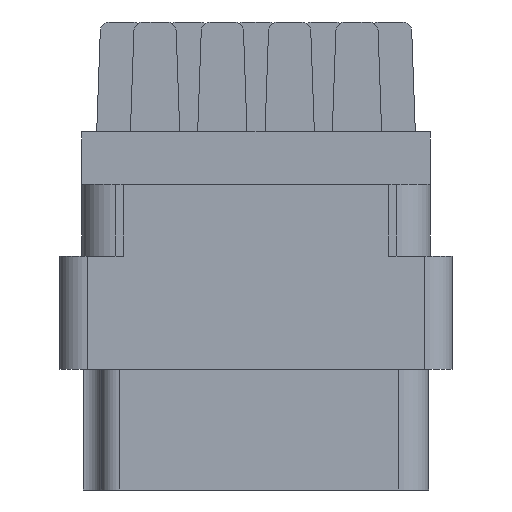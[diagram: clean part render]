
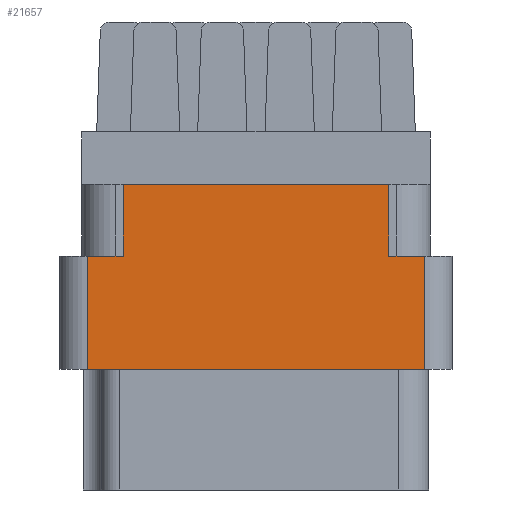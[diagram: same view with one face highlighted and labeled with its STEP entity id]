
A CAD part, left-side view. The second image highlights one B-rep face of the part: STEP entity #21657.
In plain terms, the highlighted planar face has unit normal (-1, 0, 0).
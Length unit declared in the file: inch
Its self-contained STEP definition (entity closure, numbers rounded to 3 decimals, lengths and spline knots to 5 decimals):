
#563 = VERTEX_POINT ( 'NONE', #25241 ) ;
#1625 = EDGE_CURVE ( 'NONE', #16413, #7904, #31436, .T. ) ;
#1988 = FACE_OUTER_BOUND ( 'NONE', #25312, .T. ) ;
#2507 = DIRECTION ( 'NONE',  ( 0., 0., -1. ) ) ;
#2768 = LINE ( 'NONE', #10004, #4902 ) ;
#3339 = VECTOR ( 'NONE', #23840, 39.37008 ) ;
#3412 = LINE ( 'NONE', #14155, #14098 ) ;
#3936 = DIRECTION ( 'NONE',  ( 0., 0., 1. ) ) ;
#4014 = CARTESIAN_POINT ( 'NONE',  ( -1., 0.376, -0.277 ) ) ;
#4463 = DIRECTION ( 'NONE',  ( -1., 0., 0. ) ) ;
#4882 = VECTOR ( 'NONE', #9606, 39.37008 ) ;
#4902 = VECTOR ( 'NONE', #26195, 39.37008 ) ;
#6976 = LINE ( 'NONE', #20540, #25112 ) ;
#7904 = VERTEX_POINT ( 'NONE', #33331 ) ;
#8144 = CARTESIAN_POINT ( 'NONE',  ( -1., 0.376, -0.798 ) ) ;
#8872 = DIRECTION ( 'NONE',  ( 0., 1., 0. ) ) ;
#9246 = EDGE_CURVE ( 'NONE', #31847, #31678, #3412, .T. ) ;
#9606 = DIRECTION ( 'NONE',  ( 0., -1., 0. ) ) ;
#10004 = CARTESIAN_POINT ( 'NONE',  ( -1., -0.376, -0.798 ) ) ;
#10125 = CARTESIAN_POINT ( 'NONE',  ( -1., 0., -0.277 ) ) ;
#10418 = VERTEX_POINT ( 'NONE', #4014 ) ;
#11737 = ORIENTED_EDGE ( 'NONE', *, *, #26021, .T. ) ;
#12749 = CARTESIAN_POINT ( 'NONE',  ( -1., -0.438, -0.798 ) ) ;
#13087 = EDGE_CURVE ( 'NONE', #31847, #7904, #2768, .T. ) ;
#14098 = VECTOR ( 'NONE', #8872, 39.37008 ) ;
#14155 = CARTESIAN_POINT ( 'NONE',  ( -1., 0., -0.529 ) ) ;
#14206 = ORIENTED_EDGE ( 'NONE', *, *, #1625, .F. ) ;
#14568 = DIRECTION ( 'NONE',  ( 0., 0., 1. ) ) ;
#15049 = CARTESIAN_POINT ( 'NONE',  ( -1., 0.296, -0.117 ) ) ;
#15182 = CARTESIAN_POINT ( 'NONE',  ( -1., 0.296, -0.277 ) ) ;
#15247 = CARTESIAN_POINT ( 'NONE',  ( -1., 0.438, -0.117 ) ) ;
#15447 = CARTESIAN_POINT ( 'NONE',  ( -1., -0.296, -0.117 ) ) ;
#15950 = ORIENTED_EDGE ( 'NONE', *, *, #28524, .F. ) ;
#16413 = VERTEX_POINT ( 'NONE', #22247 ) ;
#16462 = ORIENTED_EDGE ( 'NONE', *, *, #21166, .T. ) ;
#18187 = PLANE ( 'NONE',  #25711 ) ;
#20108 = ORIENTED_EDGE ( 'NONE', *, *, #9246, .F. ) ;
#20122 = LINE ( 'NONE', #15182, #28356 ) ;
#20540 = CARTESIAN_POINT ( 'NONE',  ( -1., -0.296, -0.277 ) ) ;
#21166 = EDGE_CURVE ( 'NONE', #16413, #32380, #6976, .T. ) ;
#21514 = LINE ( 'NONE', #8144, #31950 ) ;
#21657 = ADVANCED_FACE ( 'NONE', ( #1988 ), #18187, .T. ) ;
#22125 = VECTOR ( 'NONE', #31460, 39.37008 ) ;
#22247 = CARTESIAN_POINT ( 'NONE',  ( -1., -0.296, -0.277 ) ) ;
#23342 = LINE ( 'NONE', #15247, #22125 ) ;
#23840 = DIRECTION ( 'NONE',  ( 0., -1., 0. ) ) ;
#25112 = VECTOR ( 'NONE', #14568, 39.37008 ) ;
#25241 = CARTESIAN_POINT ( 'NONE',  ( -1., 0.296, -0.277 ) ) ;
#25312 = EDGE_LOOP ( 'NONE', ( #15950, #11737, #20108, #34044, #14206, #16462, #26467, #26138 ) ) ;
#25711 = AXIS2_PLACEMENT_3D ( 'NONE', #12749, #4463, #29122 ) ;
#26021 = EDGE_CURVE ( 'NONE', #10418, #31678, #21514, .T. ) ;
#26138 = ORIENTED_EDGE ( 'NONE', *, *, #33259, .F. ) ;
#26195 = DIRECTION ( 'NONE',  ( 0., 0., 1. ) ) ;
#26467 = ORIENTED_EDGE ( 'NONE', *, *, #34528, .F. ) ;
#27122 = CARTESIAN_POINT ( 'NONE',  ( -1., 0.376, -0.529 ) ) ;
#27197 = VERTEX_POINT ( 'NONE', #15049 ) ;
#28356 = VECTOR ( 'NONE', #3936, 39.37008 ) ;
#28524 = EDGE_CURVE ( 'NONE', #10418, #563, #28959, .T. ) ;
#28527 = CARTESIAN_POINT ( 'NONE',  ( -1., -0.376, -0.529 ) ) ;
#28959 = LINE ( 'NONE', #10125, #3339 ) ;
#29122 = DIRECTION ( 'NONE',  ( 0., 0., 1. ) ) ;
#31436 = LINE ( 'NONE', #33714, #4882 ) ;
#31460 = DIRECTION ( 'NONE',  ( 0., -1., 0. ) ) ;
#31678 = VERTEX_POINT ( 'NONE', #27122 ) ;
#31847 = VERTEX_POINT ( 'NONE', #28527 ) ;
#31950 = VECTOR ( 'NONE', #2507, 39.37008 ) ;
#32380 = VERTEX_POINT ( 'NONE', #15447 ) ;
#33259 = EDGE_CURVE ( 'NONE', #563, #27197, #20122, .T. ) ;
#33331 = CARTESIAN_POINT ( 'NONE',  ( -1., -0.376, -0.277 ) ) ;
#33714 = CARTESIAN_POINT ( 'NONE',  ( -1., 0., -0.277 ) ) ;
#34044 = ORIENTED_EDGE ( 'NONE', *, *, #13087, .T. ) ;
#34528 = EDGE_CURVE ( 'NONE', #27197, #32380, #23342, .T. ) ;
